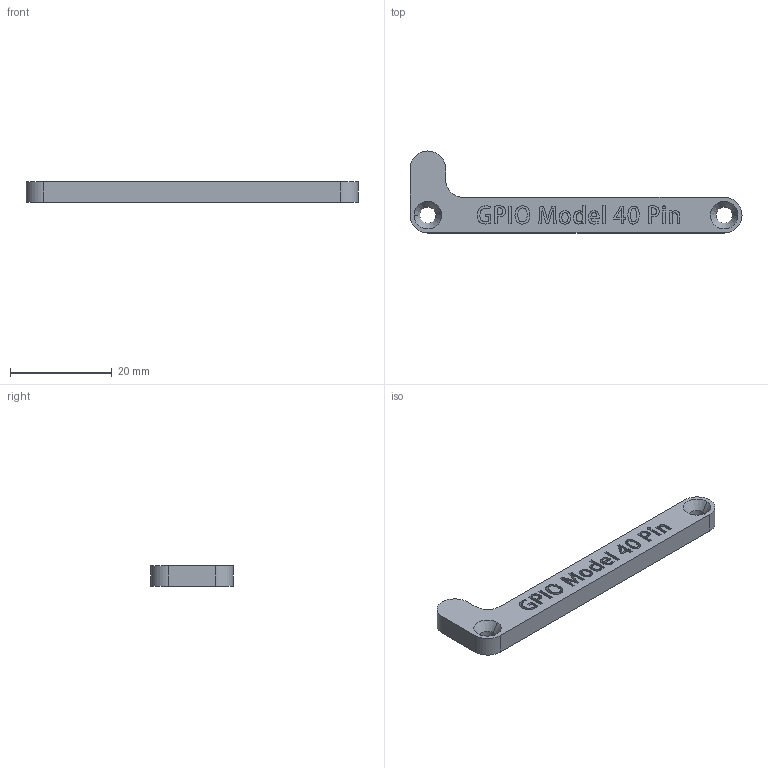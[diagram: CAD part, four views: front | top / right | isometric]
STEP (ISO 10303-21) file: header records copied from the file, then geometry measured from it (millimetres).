
FILE_DESCRIPTION (( 'STEP AP203' ), '1' );
FILE_NAME ('GPIO ¸Ç°å.STEP', '2022-10-07T11:06:32', ( '' ), ( '' ), 'SwSTEP 2.0', 'SolidWorks 2021', '' );
FILE_SCHEMA (( 'CONFIG_CONTROL_DESIGN' ));
Length unit declared in the file: millimetre
Products named in the file (1): GPIO 裔啣
Bounding box: 65.2 x 16.11 x 4 mm (x, y, z)
Volume: 1900.7 mm3; surface area: 1878.2 mm2
Topology: 1 solids, 1 shells, 211 faces, 554 edges, 368 vertices
Faces by surface type: plane 114, bspline 85, cylinder 8, cone 4
Entity records: 10639 total; most frequent: CARTESIAN_POINT 5907, ORIENTED_EDGE 1108, DIRECTION 658, EDGE_CURVE 554, VERTEX_POINT 368, LINE 364, VECTOR 364, EDGE_LOOP 238
